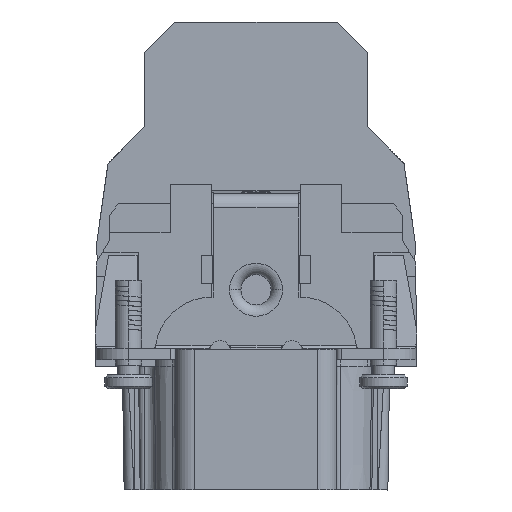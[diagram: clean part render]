
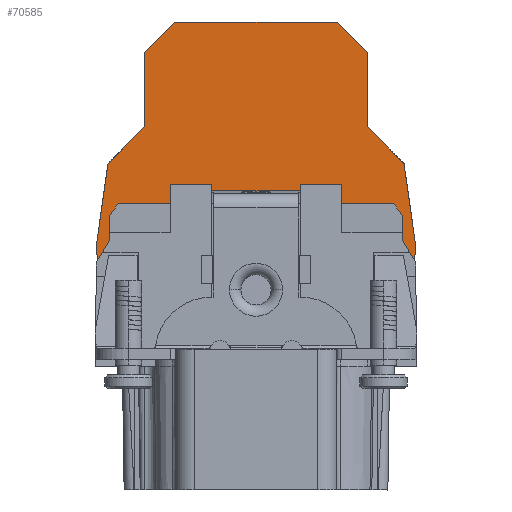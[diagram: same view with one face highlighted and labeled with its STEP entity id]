
A CAD part, left-side view. The second image highlights one B-rep face of the part: STEP entity #70585.
In plain terms, the highlighted planar face has unit normal (-1, 0, 0).
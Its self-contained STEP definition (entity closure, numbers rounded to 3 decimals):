
#10804=DIRECTION('',(0.,-0.033,-0.999));
#10805=VECTOR('',#10804,1.825);
#10806=CARTESIAN_POINT('',(-63.95,16.877,40.217));
#10807=LINE('',#10806,#10805);
#10808=DIRECTION('',(0.,0.14,-0.99));
#10809=VECTOR('',#10808,8.588);
#10810=CARTESIAN_POINT('',(-63.95,15.671,48.72));
#10811=LINE('',#10810,#10809);
#10812=DIRECTION('',(0.,0.708,-0.706));
#10813=VECTOR('',#10812,5.431);
#10814=CARTESIAN_POINT('',(-63.95,11.826,52.555));
#10815=LINE('',#10814,#10813);
#10816=DIRECTION('',(0.,0.,-1.));
#10817=VECTOR('',#10816,7.845);
#10818=CARTESIAN_POINT('',(-63.95,11.826,60.4));
#10819=LINE('',#10818,#10817);
#10820=DIRECTION('',(0.,0.706,-0.709));
#10821=VECTOR('',#10820,4.393);
#10822=CARTESIAN_POINT('',(-63.95,8.726,
63.513));
#10823=LINE('',#10822,#10821);
#10824=CARTESIAN_POINT('',(-63.95,8.372,63.16));
#10825=DIRECTION('',(-1.,0.,0.));
#10826=DIRECTION('',(0.,0.,1.));
#10827=AXIS2_PLACEMENT_3D('',#10824,#10825,#10826);
#10829=DIRECTION('',(0.,1.,0.));
#10830=VECTOR('',#10829,16.744);
#10831=CARTESIAN_POINT('',(-63.95,-8.372,
63.661));
#10832=LINE('',#10831,#10830);
#10833=CARTESIAN_POINT('',(-63.95,-8.372,63.161));
#10834=DIRECTION('',(-1.,0.,0.));
#10835=DIRECTION('',(0.,-0.709,0.706));
#10836=AXIS2_PLACEMENT_3D('',#10833,#10834,#10835);
#10838=DIRECTION('',(0.,0.706,0.709));
#10839=VECTOR('',#10838,4.394);
#10840=CARTESIAN_POINT('',(-63.95,-11.827,60.4));
#10841=LINE('',#10840,#10839);
#10842=DIRECTION('',(0.,0.,1.));
#10843=VECTOR('',#10842,7.845);
#10844=CARTESIAN_POINT('',(-63.95,-11.827,52.555));
#10845=LINE('',#10844,#10843);
#10846=DIRECTION('',(0.,0.708,0.706));
#10847=VECTOR('',#10846,5.431);
#10848=CARTESIAN_POINT('',(-63.95,-15.672,48.72));
#10849=LINE('',#10848,#10847);
#10850=DIRECTION('',(0.,0.14,0.99));
#10851=VECTOR('',#10850,8.588);
#10852=CARTESIAN_POINT('',(-63.95,-16.878,40.217));
#10853=LINE('',#10852,#10851);
#10854=DIRECTION('',(0.,-0.033,0.999));
#10855=VECTOR('',#10854,1.827);
#10856=CARTESIAN_POINT('',(-63.95,-16.818,
38.391));
#10857=LINE('',#10856,#10855);
#14360=DIRECTION('',(0.,-0.53,0.848));
#14361=VECTOR('',#14360,2.485);
#14362=CARTESIAN_POINT('',(-63.95,16.817,
38.393));
#14363=LINE('',#14362,#14361);
#14372=DIRECTION('',(0.,0.,1.));
#14373=VECTOR('',#14372,2.7);
#14374=CARTESIAN_POINT('',(-63.95,15.5,40.5));
#14375=LINE('',#14374,#14373);
#14388=DIRECTION('',(0.,-0.6,0.8));
#14389=VECTOR('',#14388,1.5);
#14390=CARTESIAN_POINT('',(-63.95,15.5,43.2));
#14391=LINE('',#14390,#14389);
#14396=DIRECTION('',(0.,-1.,0.));
#14397=VECTOR('',#14396,2.);
#14398=CARTESIAN_POINT('',(-63.95,14.6,44.4));
#14399=LINE('',#14398,#14397);
#14412=DIRECTION('',(0.,-1.,0.));
#14413=VECTOR('',#14412,25.);
#14414=CARTESIAN_POINT('',(-63.95,10.4,44.4));
#14415=LINE('',#14414,#14413);
#14428=DIRECTION('',(0.,0.,-1.));
#14429=VECTOR('',#14428,8.4);
#14430=CARTESIAN_POINT('',(-63.95,12.6,44.4));
#14431=LINE('',#14430,#14429);
#14436=CARTESIAN_POINT('',(-63.95,11.5,36.));
#14437=DIRECTION('',(-1.,0.,0.));
#14438=DIRECTION('',(0.,1.,0.));
#14439=AXIS2_PLACEMENT_3D('',#14436,#14437,#14438);
#14449=DIRECTION('',(0.,0.,1.));
#14450=VECTOR('',#14449,8.4);
#14451=CARTESIAN_POINT('',(-63.95,10.4,36.));
#14452=LINE('',#14451,#14450);
#14467=DIRECTION('',(0.,0.6,0.8));
#14468=VECTOR('',#14467,1.5);
#14469=CARTESIAN_POINT('',(-63.95,-15.5,43.2));
#14470=LINE('',#14469,#14468);
#14475=DIRECTION('',(0.,0.,1.));
#14476=VECTOR('',#14475,2.7);
#14477=CARTESIAN_POINT('',(-63.95,-15.5,40.5));
#14478=LINE('',#14477,#14476);
#14491=DIRECTION('',(0.,0.53,0.848));
#14492=VECTOR('',#14491,2.487);
#14493=CARTESIAN_POINT('',(-63.95,-16.818,
38.391));
#14494=LINE('',#14493,#14492);
#48171=CARTESIAN_POINT('',(-63.95,-8.726,
63.514));
#48172=CARTESIAN_POINT('',(-63.95,-8.372,
63.661));
#48173=VERTEX_POINT('',#48171);
#48174=VERTEX_POINT('',#48172);
#48175=CARTESIAN_POINT('',(-63.95,8.372,
63.66));
#48176=VERTEX_POINT('',#48175);
#48177=CARTESIAN_POINT('',(-63.95,8.726,
63.513));
#48178=VERTEX_POINT('',#48177);
#48179=CARTESIAN_POINT('',(-63.95,11.826,60.4));
#48180=VERTEX_POINT('',#48179);
#48181=CARTESIAN_POINT('',(-63.95,11.826,52.555));
#48182=VERTEX_POINT('',#48181);
#48183=CARTESIAN_POINT('',(-63.95,15.671,48.72));
#48184=VERTEX_POINT('',#48183);
#48185=CARTESIAN_POINT('',(-63.95,16.877,40.217));
#48186=VERTEX_POINT('',#48185);
#48187=CARTESIAN_POINT('',(-63.95,-16.878,40.217));
#48188=CARTESIAN_POINT('',(-63.95,-15.672,48.72));
#48189=VERTEX_POINT('',#48187);
#48190=VERTEX_POINT('',#48188);
#48191=CARTESIAN_POINT('',(-63.95,-11.827,52.555));
#48192=VERTEX_POINT('',#48191);
#48193=CARTESIAN_POINT('',(-63.95,-11.827,60.4));
#48194=VERTEX_POINT('',#48193);
#48283=CARTESIAN_POINT('',(-63.95,16.817,
38.393));
#48285=VERTEX_POINT('',#48283);
#48293=CARTESIAN_POINT('',(-63.95,-16.818,
38.391));
#48294=VERTEX_POINT('',#48293);
#48295=CARTESIAN_POINT('',(-63.95,-15.5,40.5));
#48296=VERTEX_POINT('',#48295);
#48297=CARTESIAN_POINT('',(-63.95,-15.5,43.2));
#48298=VERTEX_POINT('',#48297);
#48299=CARTESIAN_POINT('',(-63.95,-14.6,44.4));
#48300=VERTEX_POINT('',#48299);
#48301=CARTESIAN_POINT('',(-63.95,14.6,44.4));
#48302=CARTESIAN_POINT('',(-63.95,12.6,44.4));
#48303=VERTEX_POINT('',#48301);
#48304=VERTEX_POINT('',#48302);
#48305=CARTESIAN_POINT('',(-63.95,10.4,44.4));
#48306=VERTEX_POINT('',#48305);
#48307=CARTESIAN_POINT('',(-63.95,15.5,43.2));
#48308=VERTEX_POINT('',#48307);
#48309=CARTESIAN_POINT('',(-63.95,15.5,40.5));
#48310=VERTEX_POINT('',#48309);
#48455=CARTESIAN_POINT('',(-63.95,12.6,36.));
#48456=VERTEX_POINT('',#48455);
#48457=CARTESIAN_POINT('',(-63.95,10.4,36.));
#48458=VERTEX_POINT('',#48457);
#70532=CARTESIAN_POINT('',(-63.95,-17.,25.7));
#70533=DIRECTION('',(1.,0.,0.));
#70534=DIRECTION('',(0.,0.,1.));
#70535=AXIS2_PLACEMENT_3D('',#70532,#70533,#70534);
#70536=PLANE('',#70535);
#70538=ORIENTED_EDGE('',*,*,#70537,.T.);
#70540=ORIENTED_EDGE('',*,*,#70539,.T.);
#70542=ORIENTED_EDGE('',*,*,#70541,.T.);
#70544=ORIENTED_EDGE('',*,*,#70543,.F.);
#70546=ORIENTED_EDGE('',*,*,#70545,.F.);
#70548=ORIENTED_EDGE('',*,*,#70547,.F.);
#70550=ORIENTED_EDGE('',*,*,#70549,.F.);
#70552=ORIENTED_EDGE('',*,*,#70551,.F.);
#70554=ORIENTED_EDGE('',*,*,#70553,.F.);
#70556=ORIENTED_EDGE('',*,*,#70555,.F.);
#70558=ORIENTED_EDGE('',*,*,#70557,.F.);
#70559=ORIENTED_EDGE('',*,*,#63692,.F.);
#70560=ORIENTED_EDGE('',*,*,#63782,.F.);
#70562=ORIENTED_EDGE('',*,*,#70561,.F.);
#70564=ORIENTED_EDGE('',*,*,#70563,.F.);
#70566=ORIENTED_EDGE('',*,*,#70565,.F.);
#70568=ORIENTED_EDGE('',*,*,#70567,.F.);
#70570=ORIENTED_EDGE('',*,*,#70569,.F.);
#70572=ORIENTED_EDGE('',*,*,#70571,.F.);
#70574=ORIENTED_EDGE('',*,*,#70573,.F.);
#70576=ORIENTED_EDGE('',*,*,#70575,.F.);
#70578=ORIENTED_EDGE('',*,*,#70577,.F.);
#70580=ORIENTED_EDGE('',*,*,#70579,.F.);
#70582=ORIENTED_EDGE('',*,*,#70581,.F.);
#70583=EDGE_LOOP('',(#70538,#70540,#70542,#70544,#70546,#70548,#70550,#70552,
#70554,#70556,#70558,#70559,#70560,#70562,#70564,#70566,#70568,#70570,#70572,
#70574,#70576,#70578,#70580,#70582));
#70584=FACE_OUTER_BOUND('',#70583,.F.);
#70585=ADVANCED_FACE('',(#70584),#70536,.F.);
#10828=CIRCLE('',#10827,0.5);
#10837=CIRCLE('',#10836,0.5);
#14440=CIRCLE('',#14439,1.1);
#63692=EDGE_CURVE('',#48186,#48285,#10807,.T.);
#63782=EDGE_CURVE('',#48184,#48186,#10811,.T.);
#70537=EDGE_CURVE('',#48294,#48296,#14494,.T.);
#70539=EDGE_CURVE('',#48296,#48298,#14478,.T.);
#70541=EDGE_CURVE('',#48298,#48300,#14470,.T.);
#70543=EDGE_CURVE('',#48306,#48300,#14415,.T.);
#70545=EDGE_CURVE('',#48458,#48306,#14452,.T.);
#70547=EDGE_CURVE('',#48456,#48458,#14440,.T.);
#70549=EDGE_CURVE('',#48304,#48456,#14431,.T.);
#70551=EDGE_CURVE('',#48303,#48304,#14399,.T.);
#70553=EDGE_CURVE('',#48308,#48303,#14391,.T.);
#70555=EDGE_CURVE('',#48310,#48308,#14375,.T.);
#70557=EDGE_CURVE('',#48285,#48310,#14363,.T.);
#70561=EDGE_CURVE('',#48182,#48184,#10815,.T.);
#70563=EDGE_CURVE('',#48180,#48182,#10819,.T.);
#70565=EDGE_CURVE('',#48178,#48180,#10823,.T.);
#70567=EDGE_CURVE('',#48176,#48178,#10828,.T.);
#70569=EDGE_CURVE('',#48174,#48176,#10832,.T.);
#70571=EDGE_CURVE('',#48173,#48174,#10837,.T.);
#70573=EDGE_CURVE('',#48194,#48173,#10841,.T.);
#70575=EDGE_CURVE('',#48192,#48194,#10845,.T.);
#70577=EDGE_CURVE('',#48190,#48192,#10849,.T.);
#70579=EDGE_CURVE('',#48189,#48190,#10853,.T.);
#70581=EDGE_CURVE('',#48294,#48189,#10857,.T.);
